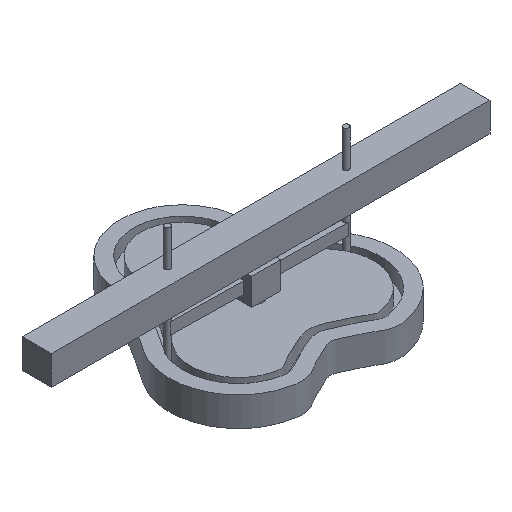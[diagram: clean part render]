
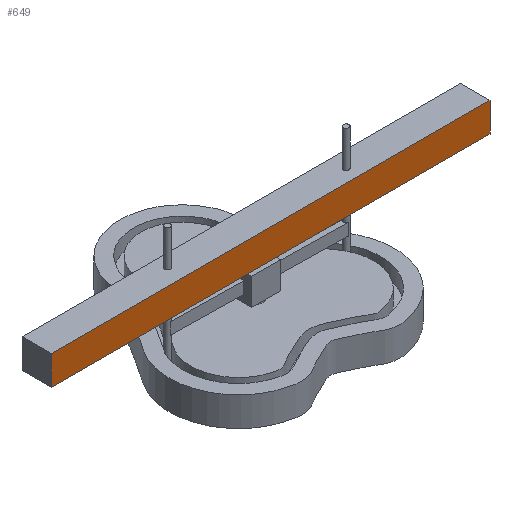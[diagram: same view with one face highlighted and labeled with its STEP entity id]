
A CAD part, isometric view. The second image highlights one B-rep face of the part: STEP entity #649.
In plain terms, the highlighted face is planar.
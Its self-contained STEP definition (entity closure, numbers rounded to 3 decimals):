
#59=PLANE('',#740);
#113=FACE_OUTER_BOUND('',#158,.T.);
#158=EDGE_LOOP('',(#539,#540,#541,#542));
#202=LINE('',#3568,#258);
#203=LINE('',#3570,#259);
#204=LINE('',#3572,#260);
#205=LINE('',#3573,#261);
#258=VECTOR('',#857,10.);
#259=VECTOR('',#858,10.);
#260=VECTOR('',#859,10.);
#261=VECTOR('',#860,10.);
#343=VERTEX_POINT('',#3566);
#344=VERTEX_POINT('',#3567);
#345=VERTEX_POINT('',#3569);
#346=VERTEX_POINT('',#3571);
#414=EDGE_CURVE('',#343,#344,#202,.T.);
#415=EDGE_CURVE('',#344,#345,#203,.T.);
#416=EDGE_CURVE('',#345,#346,#204,.T.);
#417=EDGE_CURVE('',#346,#343,#205,.T.);
#539=ORIENTED_EDGE('',*,*,#414,.T.);
#540=ORIENTED_EDGE('',*,*,#415,.T.);
#541=ORIENTED_EDGE('',*,*,#416,.T.);
#542=ORIENTED_EDGE('',*,*,#417,.T.);
#649=ADVANCED_FACE('',(#113),#59,.T.);
#740=AXIS2_PLACEMENT_3D('',#3565,#855,#856);
#855=DIRECTION('center_axis',(0.018,-1.,0.));
#856=DIRECTION('ref_axis',(0.,0.,-1.));
#857=DIRECTION('',(-1.,-0.018,0.));
#858=DIRECTION('',(0.,0.,-1.));
#859=DIRECTION('',(1.,0.018,0.));
#860=DIRECTION('',(0.,0.,1.));
#3565=CARTESIAN_POINT('Origin',(195.108,-9.998,57.25));
#3566=CARTESIAN_POINT('',(345.084,-7.274,67.25));
#3567=CARTESIAN_POINT('',(45.133,-12.722,67.25));
#3568=CARTESIAN_POINT('',(195.108,-9.998,67.25));
#3569=CARTESIAN_POINT('',(45.133,-12.722,47.25));
#3570=CARTESIAN_POINT('',(45.133,-12.722,67.25));
#3571=CARTESIAN_POINT('',(345.084,-7.274,47.25));
#3572=CARTESIAN_POINT('',(345.084,-7.274,47.25));
#3573=CARTESIAN_POINT('',(345.084,-7.274,67.25));
